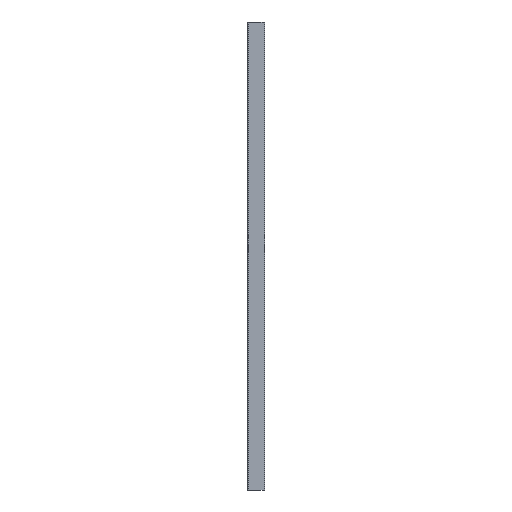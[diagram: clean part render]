
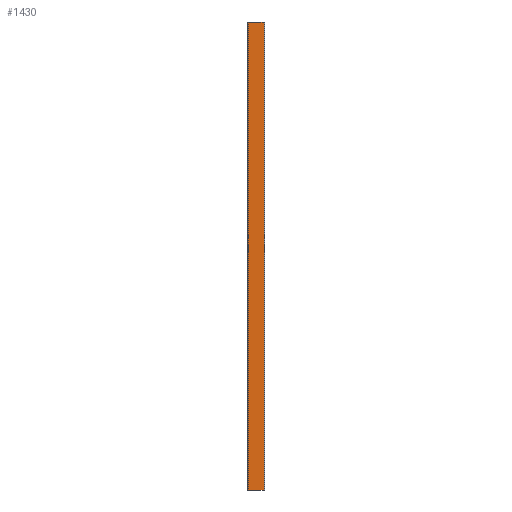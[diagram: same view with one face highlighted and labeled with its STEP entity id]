
A CAD part, left-side view. The second image highlights one B-rep face of the part: STEP entity #1430.
In plain terms, the highlighted planar face has unit normal (-1, 0, 0).
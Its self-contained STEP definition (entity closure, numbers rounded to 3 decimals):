
#14 = VERTEX_POINT ( 'NONE', #217 ) ;
#47 = DIRECTION ( 'NONE',  ( 0., 0., 1. ) ) ;
#51 = DIRECTION ( 'NONE',  ( -1., 0., 0. ) ) ;
#72 = DIRECTION ( 'NONE',  ( 0., 1., 0. ) ) ;
#80 = CARTESIAN_POINT ( 'NONE',  ( -27., 0., 3000. ) ) ;
#167 = PLANE ( 'NONE',  #339 ) ;
#189 = CARTESIAN_POINT ( 'NONE',  ( -27., 102., 3000. ) ) ;
#191 = VERTEX_POINT ( 'NONE', #746 ) ;
#217 = CARTESIAN_POINT ( 'NONE',  ( -27., 1., 0. ) ) ;
#329 = VECTOR ( 'NONE', #72, 1000. ) ;
#339 = AXIS2_PLACEMENT_3D ( 'NONE', #80, #51, #47 ) ;
#357 = LINE ( 'NONE', #1385, #1612 ) ;
#434 = LINE ( 'NONE', #1685, #329 ) ;
#449 = EDGE_CURVE ( 'NONE', #1410, #191, #603, .T. ) ;
#468 = CARTESIAN_POINT ( 'NONE',  ( -27., 102., 3000. ) ) ;
#532 = ORIENTED_EDGE ( 'NONE', *, *, #854, .F. ) ;
#577 = DIRECTION ( 'NONE',  ( 0., 0., -1. ) ) ;
#603 = LINE ( 'NONE', #468, #1557 ) ;
#746 = CARTESIAN_POINT ( 'NONE',  ( -27., 102., 0. ) ) ;
#761 = FACE_OUTER_BOUND ( 'NONE', #1053, .T. ) ;
#826 = VECTOR ( 'NONE', #1102, 1000. ) ;
#854 = EDGE_CURVE ( 'NONE', #980, #14, #357, .T. ) ;
#915 = EDGE_CURVE ( 'NONE', #980, #1410, #1101, .T. ) ;
#924 = ORIENTED_EDGE ( 'NONE', *, *, #1536, .F. ) ;
#980 = VERTEX_POINT ( 'NONE', #1250 ) ;
#1053 = EDGE_LOOP ( 'NONE', ( #924, #532, #1147, #1329 ) ) ;
#1101 = LINE ( 'NONE', #1129, #826 ) ;
#1102 = DIRECTION ( 'NONE',  ( 0., 1., 0. ) ) ;
#1129 = CARTESIAN_POINT ( 'NONE',  ( -27., 0., 3000. ) ) ;
#1147 = ORIENTED_EDGE ( 'NONE', *, *, #915, .T. ) ;
#1250 = CARTESIAN_POINT ( 'NONE',  ( -27., 1., 3000. ) ) ;
#1329 = ORIENTED_EDGE ( 'NONE', *, *, #449, .T. ) ;
#1383 = DIRECTION ( 'NONE',  ( 0., 0., -1. ) ) ;
#1385 = CARTESIAN_POINT ( 'NONE',  ( -27., 1., 3000. ) ) ;
#1410 = VERTEX_POINT ( 'NONE', #189 ) ;
#1430 = ADVANCED_FACE ( 'NONE', ( #761 ), #167, .T. ) ;
#1536 = EDGE_CURVE ( 'NONE', #14, #191, #434, .T. ) ;
#1557 = VECTOR ( 'NONE', #577, 1000. ) ;
#1612 = VECTOR ( 'NONE', #1383, 1000. ) ;
#1685 = CARTESIAN_POINT ( 'NONE',  ( -27., 0., 0. ) ) ;
